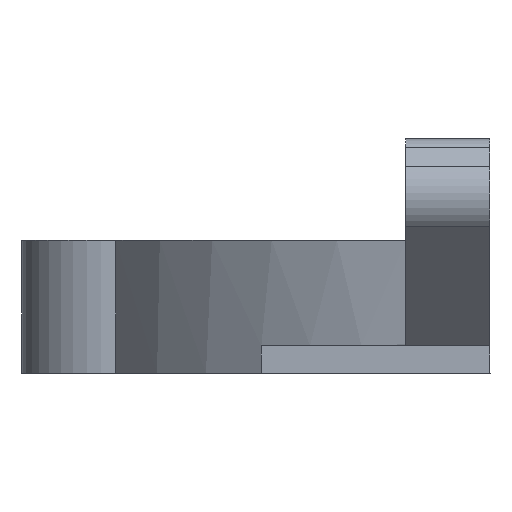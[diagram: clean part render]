
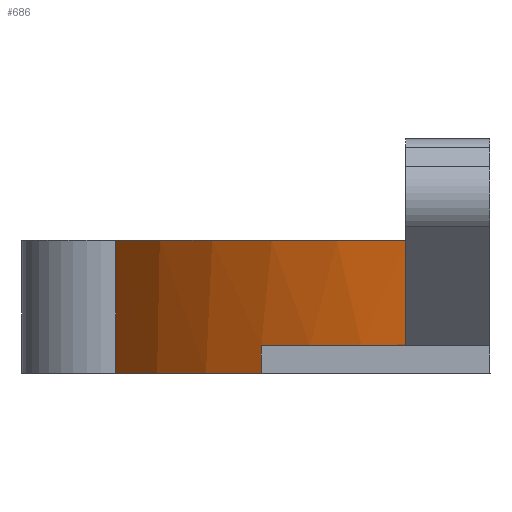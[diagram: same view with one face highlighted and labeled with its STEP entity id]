
A CAD part, front view. The second image highlights one B-rep face of the part: STEP entity #686.
In plain terms, the highlighted cylindrical face has radius 42 mm (diameter 84 mm), a partial arc.
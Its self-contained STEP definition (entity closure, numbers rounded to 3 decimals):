
#80 = VERTEX_POINT('',#81);
#81 = CARTESIAN_POINT('',(-7.9,-41.25,12.5));
#87 = EDGE_CURVE('',#80,#88,#90,.T.);
#88 = VERTEX_POINT('',#89);
#89 = CARTESIAN_POINT('',(-7.9,-41.25,2.75));
#90 = LINE('',#91,#92);
#91 = CARTESIAN_POINT('',(-7.9,-41.25,0.));
#92 = VECTOR('',#93,1.);
#93 = DIRECTION('',(-0.,-0.,-1.));
#370 = VERTEX_POINT('',#371);
#371 = CARTESIAN_POINT('',(-21.5,-36.08,2.6));
#377 = EDGE_CURVE('',#378,#370,#380,.T.);
#378 = VERTEX_POINT('',#379);
#379 = CARTESIAN_POINT('',(-7.074,-41.4,2.6));
#380 = CIRCLE('',#381,42.);
#381 = AXIS2_PLACEMENT_3D('',#382,#383,#384);
#382 = CARTESIAN_POINT('',(0.,0.,2.6));
#383 = DIRECTION('',(0.,0.,-1.));
#384 = DIRECTION('',(1.,0.,0.));
#470 = VERTEX_POINT('',#471);
#471 = CARTESIAN_POINT('',(-35.171,-22.957,12.5));
#478 = EDGE_CURVE('',#470,#80,#479,.T.);
#479 = CIRCLE('',#480,42.);
#480 = AXIS2_PLACEMENT_3D('',#481,#482,#483);
#481 = CARTESIAN_POINT('',(0.,0.,12.5));
#482 = DIRECTION('',(0.,0.,1.));
#483 = DIRECTION('',(1.,0.,0.));
#675 = EDGE_CURVE('',#378,#88,#676,.T.);
#676 = ELLIPSE('',#677,59.397,42.);
#677 = AXIS2_PLACEMENT_3D('',#678,#679,#680);
#678 = CARTESIAN_POINT('',(0.,0.,44.));
#679 = DIRECTION('',(0.,0.707,-0.707));
#680 = DIRECTION('',(0.,-0.707,-0.707));
#686 = ADVANCED_FACE('',(#687),#716,.T.);
#687 = FACE_BOUND('',#688,.F.);
#688 = EDGE_LOOP('',(#689,#700,#706,#707,#708,#709,#710));
#689 = ORIENTED_EDGE('',*,*,#690,.F.);
#690 = EDGE_CURVE('',#691,#693,#695,.T.);
#691 = VERTEX_POINT('',#692);
#692 = CARTESIAN_POINT('',(-35.171,-22.957,0.));
#693 = VERTEX_POINT('',#694);
#694 = CARTESIAN_POINT('',(-21.5,-36.08,0.));
#695 = CIRCLE('',#696,42.);
#696 = AXIS2_PLACEMENT_3D('',#697,#698,#699);
#697 = CARTESIAN_POINT('',(0.,0.,0.));
#698 = DIRECTION('',(0.,0.,1.));
#699 = DIRECTION('',(1.,0.,0.));
#700 = ORIENTED_EDGE('',*,*,#701,.F.);
#701 = EDGE_CURVE('',#470,#691,#702,.T.);
#702 = LINE('',#703,#704);
#703 = CARTESIAN_POINT('',(-35.171,-22.957,0.));
#704 = VECTOR('',#705,1.);
#705 = DIRECTION('',(-0.,-0.,-1.));
#706 = ORIENTED_EDGE('',*,*,#478,.T.);
#707 = ORIENTED_EDGE('',*,*,#87,.T.);
#708 = ORIENTED_EDGE('',*,*,#675,.F.);
#709 = ORIENTED_EDGE('',*,*,#377,.T.);
#710 = ORIENTED_EDGE('',*,*,#711,.T.);
#711 = EDGE_CURVE('',#370,#693,#712,.T.);
#712 = LINE('',#713,#714);
#713 = CARTESIAN_POINT('',(-21.5,-36.08,0.));
#714 = VECTOR('',#715,1.);
#715 = DIRECTION('',(-0.,-0.,-1.));
#716 = CYLINDRICAL_SURFACE('',#717,42.);
#717 = AXIS2_PLACEMENT_3D('',#718,#719,#720);
#718 = CARTESIAN_POINT('',(0.,0.,0.));
#719 = DIRECTION('',(-0.,-0.,-1.));
#720 = DIRECTION('',(1.,0.,0.));
